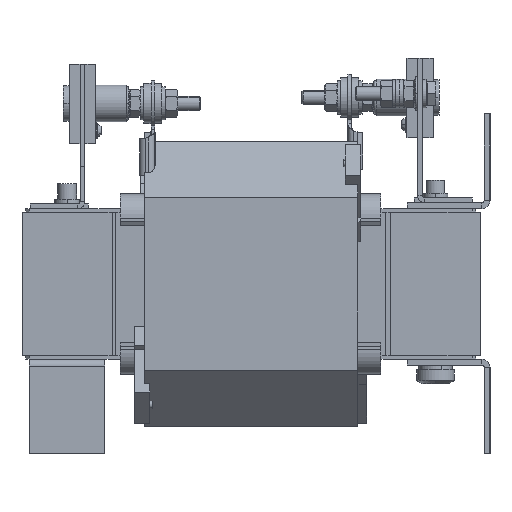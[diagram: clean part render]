
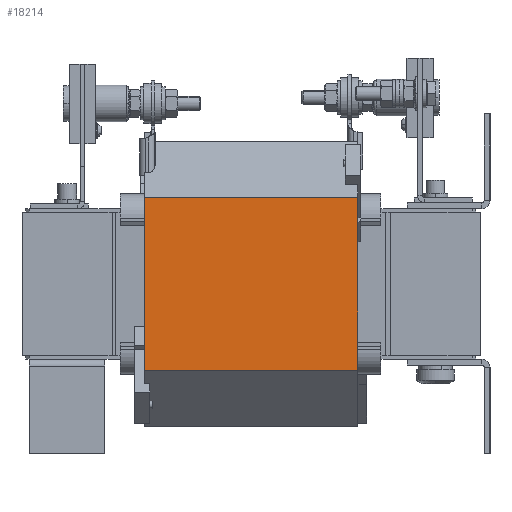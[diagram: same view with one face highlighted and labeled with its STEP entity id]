
A CAD part, left-side view. The second image highlights one B-rep face of the part: STEP entity #18214.
In plain terms, the highlighted planar face has unit normal (-1, 0, 0).
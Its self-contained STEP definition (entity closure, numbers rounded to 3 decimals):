
#594 = CARTESIAN_POINT ( 'NONE',  ( -145.75, 122.75, -36.5 ) ) ;
#1144 = EDGE_CURVE ( 'Defeature ausgef�hrt2_12+Defeature ausgef�hrt2_22+Defeature ausgef�hrt2_7+Defeature ausgef�hrt2_21', #14834, #11856, #12788, .T. ) ;
#2077 = EDGE_CURVE ( 'Defeature ausgef�hrt2_22+Defeature ausgef�hrt2_21+Defeature ausgef�hrt2_27+Defeature ausgef�hrt2_12', #30437, #11856, #18716, .T. ) ;
#4615 = VECTOR ( 'NONE', #33338, 1000. ) ;
#6892 = EDGE_LOOP ( 'NONE', ( #11569, #27159, #31681, #9057 ) ) ;
#8784 = VECTOR ( 'NONE', #28450, 1000. ) ;
#9057 = ORIENTED_EDGE ( 'NONE', *, *, #53075, .T. ) ;
#9668 = CARTESIAN_POINT ( 'NONE',  ( -145.75, 32.75, -36.5 ) ) ;
#11485 = LINE ( 'NONE', #23481, #8784 ) ;
#11569 = ORIENTED_EDGE ( 'NONE', *, *, #2077, .T. ) ;
#11852 = CARTESIAN_POINT ( 'NONE',  ( -145.75, 122.75, -36.5 ) ) ;
#11856 = VERTEX_POINT ( 'NONE', #9668 ) ;
#12788 = LINE ( 'NONE', #15847, #4615 ) ;
#13184 = FACE_OUTER_BOUND ( 'NONE', #6892, .T. ) ;
#14834 = VERTEX_POINT ( 'NONE', #50556 ) ;
#15847 = CARTESIAN_POINT ( 'NONE',  ( -145.75, 32.75, -36.5 ) ) ;
#16751 = DIRECTION ( 'NONE',  ( -1., 0., 0. ) ) ;
#18214 = ADVANCED_FACE ( 'Defeature ausgef�hrt2_22', ( #13184 ), #42614, .T. ) ;
#18218 = DIRECTION ( 'NONE',  ( 0., -1., 0. ) ) ;
#18716 = LINE ( 'NONE', #11852, #42515 ) ;
#20665 = VERTEX_POINT ( 'NONE', #37407 ) ;
#21277 = DIRECTION ( 'NONE',  ( 0., 1., 0. ) ) ;
#23481 = CARTESIAN_POINT ( 'NONE',  ( -145.75, 122.75, -36.5 ) ) ;
#24452 = AXIS2_PLACEMENT_3D ( 'NONE', #47561, #16751, #21277 ) ;
#26349 = EDGE_CURVE ( 'Defeature ausgef�hrt2_7+Defeature ausgef�hrt2_22+Defeature ausgef�hrt2_27+Defeature ausgef�hrt2_12', #20665, #14834, #34780, .T. ) ;
#27159 = ORIENTED_EDGE ( 'NONE', *, *, #1144, .F. ) ;
#28450 = DIRECTION ( 'NONE',  ( 0., 0., -1. ) ) ;
#30437 = VERTEX_POINT ( 'NONE', #594 ) ;
#31681 = ORIENTED_EDGE ( 'NONE', *, *, #26349, .F. ) ;
#33338 = DIRECTION ( 'NONE',  ( 0., 0., -1. ) ) ;
#34780 = LINE ( 'NONE', #48668, #46293 ) ;
#37407 = CARTESIAN_POINT ( 'NONE',  ( -145.75, 122.75, 36.5 ) ) ;
#42515 = VECTOR ( 'NONE', #46427, 1000. ) ;
#42614 = PLANE ( 'NONE',  #24452 ) ;
#46293 = VECTOR ( 'NONE', #18218, 1000. ) ;
#46427 = DIRECTION ( 'NONE',  ( 0., -1., 0. ) ) ;
#47561 = CARTESIAN_POINT ( 'NONE',  ( -145.75, 122.75, -36.5 ) ) ;
#48668 = CARTESIAN_POINT ( 'NONE',  ( -145.75, 122.75, 36.5 ) ) ;
#50556 = CARTESIAN_POINT ( 'NONE',  ( -145.75, 32.75, 36.5 ) ) ;
#53075 = EDGE_CURVE ( 'Defeature ausgef�hrt2_22+Defeature ausgef�hrt2_27+Defeature ausgef�hrt2_7+Defeature ausgef�hrt2_21', #20665, #30437, #11485, .T. ) ;
